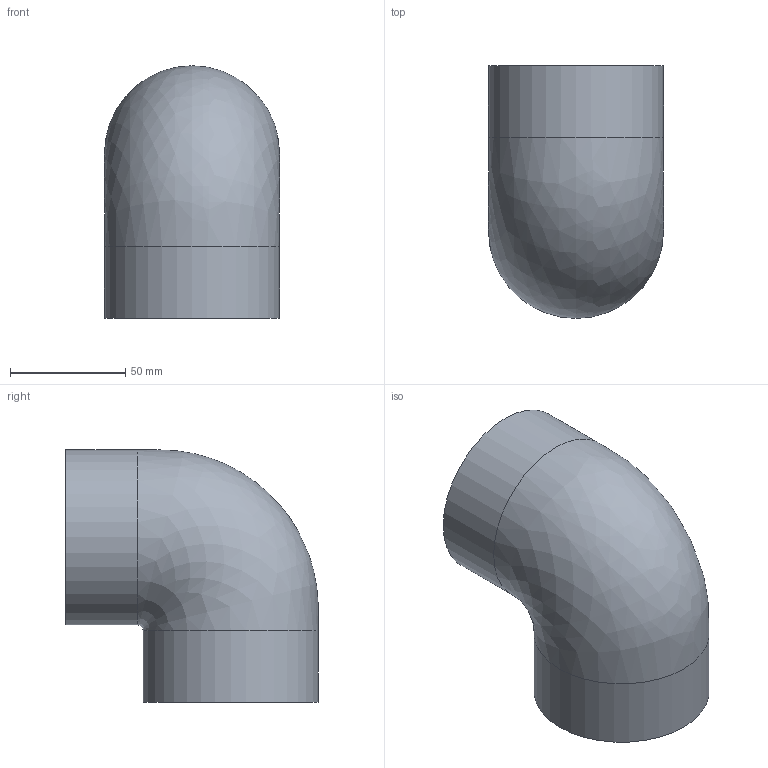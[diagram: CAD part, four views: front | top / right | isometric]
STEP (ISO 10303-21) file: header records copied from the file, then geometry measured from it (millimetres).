
FILE_DESCRIPTION(/* description */ (''),/* implementation_level */ '2;1');
FILE_NAME(/* name */ 'GIFV063200.ipt.stp',/* time_stamp */ '2013-10-01T14:41:03+02:00',/* author */ ('Marco de Biase'),/* organization */ (''),/* preprocessor_version */ 'ST-DEVELOPER v15.2',/* originating_system */ 'Autodesk Inventor 2014',/* authorisation */ '');
FILE_SCHEMA (('AUTOMOTIVE_DESIGN { 1 0 10303 214 3 1 1 }'));
Length unit declared in the file: millimetre
Products named in the file (1): GIFV063200
Bounding box: 76 x 109.5 x 109.5 mm (x, y, z)
Volume: 240994.5 mm3; surface area: 58608 mm2
Topology: 1 solids, 1 shells, 11 faces, 28 edges, 21 vertices
Faces by surface type: cylinder 5, plane 4, bspline 2
Full cylindrical faces by diameter (mm): 56.1 x1, 56.656 x1, 63 x1, 76 x2
Entity records: 1715 total; most frequent: CARTESIAN_POINT 1414, DIRECTION 62, ORIENTED_EDGE 46, AXIS2_PLACEMENT_3D 31, EDGE_CURVE 23, CIRCLE 21, VERTEX_POINT 21, EDGE_LOOP 20
